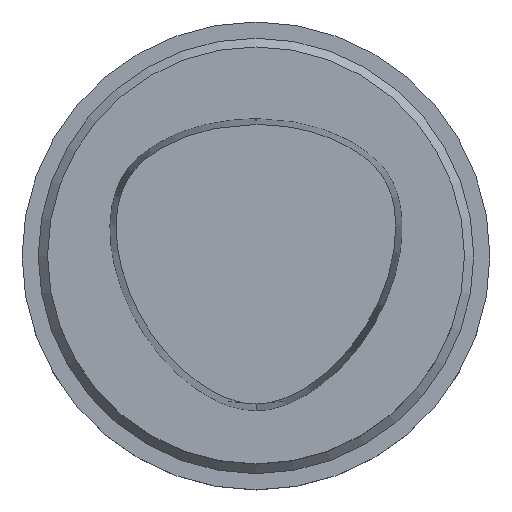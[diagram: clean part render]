
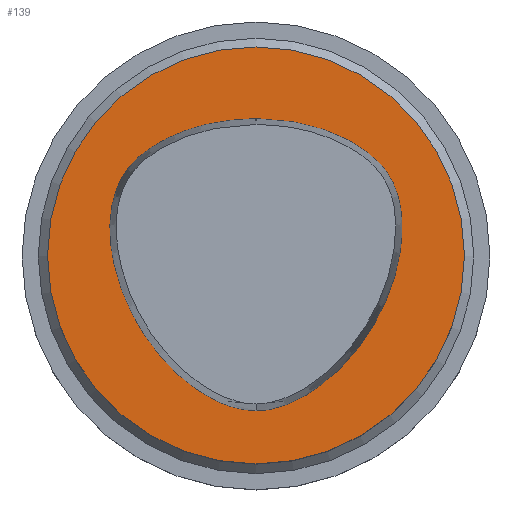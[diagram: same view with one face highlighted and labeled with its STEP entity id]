
A CAD part, top view. The second image highlights one B-rep face of the part: STEP entity #139.
In plain terms, the highlighted planar face has unit normal (0, 0, 1).
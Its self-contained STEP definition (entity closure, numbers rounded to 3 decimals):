
#70=EDGE_CURVE('Unnamed[1]',#185,#185,#186,.T.);
#84=EDGE_CURVE('Unnamed[1]',#206,#207,#208,.T.);
#117=EDGE_CURVE('Unnamed[1]',#189,#206,#254,.T.);
#139=ADVANCED_FACE('Unnamed[1]',(#286,#287),#288,.T.);
#152=EDGE_CURVE('Unnamed[1]',#207,#189,#307,.T.);
#185=VERTEX_POINT('',#335);
#186=CIRCLE('',#336,31.5);
#189=VERTEX_POINT('',#340);
#206=VERTEX_POINT('',#362);
#207=VERTEX_POINT('',#363);
#208=B_SPLINE_CURVE_WITH_KNOTS('',3,(#364,#365,#366,#367,#368,#369,#370,#371,#372,#373,#374,#375,#376,#377,#378,#379,#380,#381),.UNSPECIFIED.,.F.,.F.,(4,1,1,1,1,1,1,1,1,2,1,1,1,1,4),(-6.615,-6.202,-5.788,-5.375,-4.961,-4.134,-3.308,-2.894,-2.481,-2.067,-1.654,-1.24,-0.827,-0.413,0.0),.UNSPECIFIED.);
#254=B_SPLINE_CURVE_WITH_KNOTS('',3,(#595,#596,#597,#598,#599,#600,#601,#602,#603,#604,#605,#606,#607,#608,#609,#610,#611),.UNSPECIFIED.,.F.,.F.,(4,1,1,1,1,1,1,1,1,1,1,1,1,1,4),(-13.23,-12.817,-12.403,-11.99,-11.576,-11.163,-10.956,-10.75,-10.336,-9.923,-9.096,-8.269,-7.442,-7.029,-6.615),.UNSPECIFIED.);
#286=FACE_BOUND('',#667,.T.);
#287=FACE_OUTER_BOUND('',#668,.T.);
#288=PLANE('',#669);
#307=CIRCLE('',#693,0.95);
#335=CARTESIAN_POINT('',(0.,31.5,0.));
#336=AXIS2_PLACEMENT_3D('',#714,#715,#716);
#340=CARTESIAN_POINT('',(0.045,20.677,0.));
#362=CARTESIAN_POINT('',(0.044,-23.469,0.));
#363=CARTESIAN_POINT('',(-0.045,20.677,0.));
#364=CARTESIAN_POINT('',(0.044,-23.469,0.));
#365=CARTESIAN_POINT('',(-1.471,-23.477,0.));
#366=CARTESIAN_POINT('',(-4.439,-22.821,0.));
#367=CARTESIAN_POINT('',(-8.35,-20.8,0.));
#368=CARTESIAN_POINT('',(-11.745,-18.156,0.));
#369=CARTESIAN_POINT('',(-15.699,-14.041,0.));
#370=CARTESIAN_POINT('',(-19.535,-8.006,0.));
#371=CARTESIAN_POINT('',(-21.721,-1.161,0.0));
#372=CARTESIAN_POINT('',(-22.249,4.55,0.0));
#373=CARTESIAN_POINT('',(-21.665,9.002,0.0));
#374=CARTESIAN_POINT('',(-20.395,11.778,0.0));
#375=CARTESIAN_POINT('',(-18.593,14.198,0.0));
#376=CARTESIAN_POINT('',(-16.323,16.178,0.0));
#377=CARTESIAN_POINT('',(-12.508,18.252,0.));
#378=CARTESIAN_POINT('',(-8.468,19.679,0.));
#379=CARTESIAN_POINT('',(-4.23,20.488,0.));
#380=CARTESIAN_POINT('',(-1.423,20.613,0.));
#381=CARTESIAN_POINT('',(-0.045,20.677,0.));
#595=CARTESIAN_POINT('',(0.045,20.677,0.));
#596=CARTESIAN_POINT('',(1.424,20.61,0.));
#597=CARTESIAN_POINT('',(4.223,20.484,0.));
#598=CARTESIAN_POINT('',(8.472,19.689,0.));
#599=CARTESIAN_POINT('',(12.514,18.243,0.0));
#600=CARTESIAN_POINT('',(16.304,16.173,0.));
#601=CARTESIAN_POINT('',(19.145,13.704,0.));
#602=CARTESIAN_POINT('',(20.732,11.101,0.0));
#603=CARTESIAN_POINT('',(21.783,8.281,0.));
#604=CARTESIAN_POINT('',(22.226,4.609,0.0));
#605=CARTESIAN_POINT('',(21.744,-1.113,0.0));
#606=CARTESIAN_POINT('',(19.552,-7.954,0.0));
#607=CARTESIAN_POINT('',(14.957,-15.209,0.0));
#608=CARTESIAN_POINT('',(9.668,-20.083,0.));
#609=CARTESIAN_POINT('',(4.516,-22.795,0.));
#610=CARTESIAN_POINT('',(1.559,-23.461,0.));
#611=CARTESIAN_POINT('',(0.044,-23.469,0.));
#667=EDGE_LOOP('',(#811,#812,#813));
#668=EDGE_LOOP('',(#814));
#669=AXIS2_PLACEMENT_3D('',#815,#816,#817);
#693=AXIS2_PLACEMENT_3D('',#838,#839,#840);
#714=CARTESIAN_POINT('',(0.0,0.0,0.0));
#715=DIRECTION('',(0.,0.,-1.0));
#716=DIRECTION('',(0.,1.0,0.));
#811=ORIENTED_EDGE('',*,*,#117,.T.);
#812=ORIENTED_EDGE('',*,*,#84,.T.);
#813=ORIENTED_EDGE('',*,*,#152,.T.);
#814=ORIENTED_EDGE('',*,*,#70,.F.);
#815=CARTESIAN_POINT('',(0.,15.75,0.));
#816=DIRECTION('',(0.,0.,1.0));
#817=DIRECTION('',(0.,-1.0,0.));
#838=CARTESIAN_POINT('',(-0.001,19.728,0.));
#839=DIRECTION('',(0.,0.,-1.0));
#840=DIRECTION('',(-0.046,0.999,0.));
